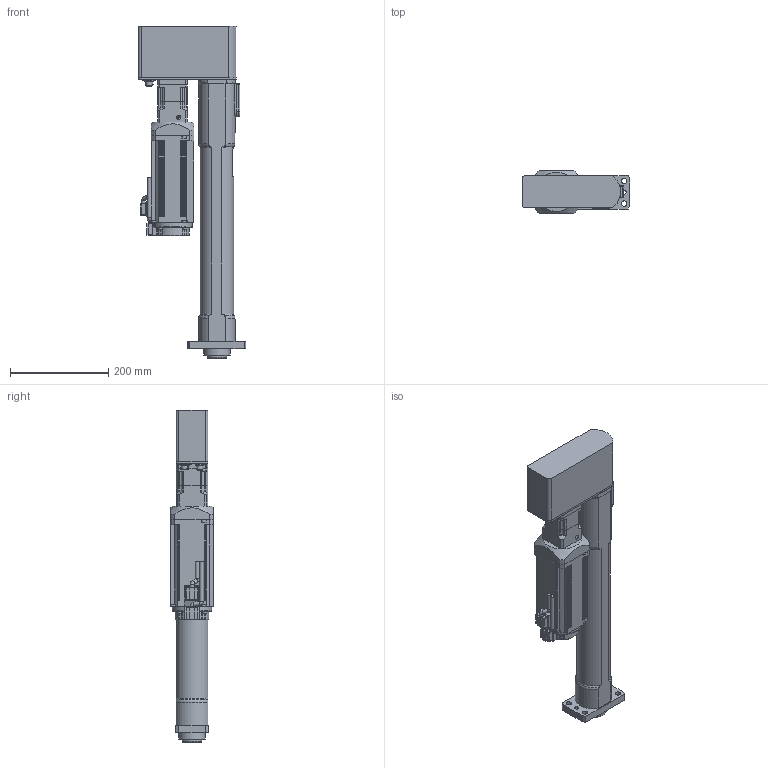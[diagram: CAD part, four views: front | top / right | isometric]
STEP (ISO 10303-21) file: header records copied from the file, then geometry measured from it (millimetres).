
FILE_DESCRIPTION(/* description */ (''),/* implementation_level */ '2;1');
FILE_NAME(/* name */ 'DPS-101R4J-30PB-CE(-P)(DS-P105_P106)_OUTLINE.stp',/* time_stamp */ '2024-05-08T09:21:57+09:00',/* author */ ('y-mizuno'),/* organization */ (''),/* preprocessor_version */ 'ST-DEVELOPER v19.2',/* originating_system */ 'Autodesk Inventor 2023',/* authorisation */ '');
FILE_SCHEMA (('CONFIG_CONTROL_DESIGN'));
Length unit declared in the file: millimetre
Products named in the file (3): DPS-101R4J-30PB-CE(-P)(DS-P105_P106)_OUTLINE; DPS-101R4J-30PB-CE_BODY; DS-P020-02_OUTLINE
Assembly tree (2 placements, depth 2):
  DPS-101R4J-30PB-CE(-P)(DS-P105_P106)_OUTLINE
    DPS-101R4J-30PB-CE_BODY
    DS-P020-02_OUTLINE
Bounding box: 219 x 87 x 675 mm (x, y, z)
Volume: 5147979.5 mm3; surface area: 519889.2 mm2
Topology: 2 solids, 7 shells, 1245 faces, 3162 edges, 2052 vertices
Faces by surface type: plane 666, cylinder 332, bspline 147, torus 49, cone 43, sphere 8
Full cylindrical faces by diameter (mm): 1 x7, 1.2 x3, 1.4 x3, 2.459 x2, 3.2 x4, 3.242 x7, 4 x5, 4.134 x6, 4.5 x6, 5 x5, 5.5 x4, 6.5 x4, 7 x4, 7.5 x4, 8 x10, 8.5 x10, 8.7 x1, 10.6 x1, 10.7 x1, 11 x4, 12 x1, 16 x2, 18 x1, 24 x1, 40 x2, 54 x1
Entity records: 44340 total; most frequent: CARTESIAN_POINT 13382, ORIENTED_EDGE 6280, DIRECTION 5785, EDGE_CURVE 3145, VERTEX_POINT 2052, LINE 1955, VECTOR 1955, AXIS2_PLACEMENT_3D 1915
